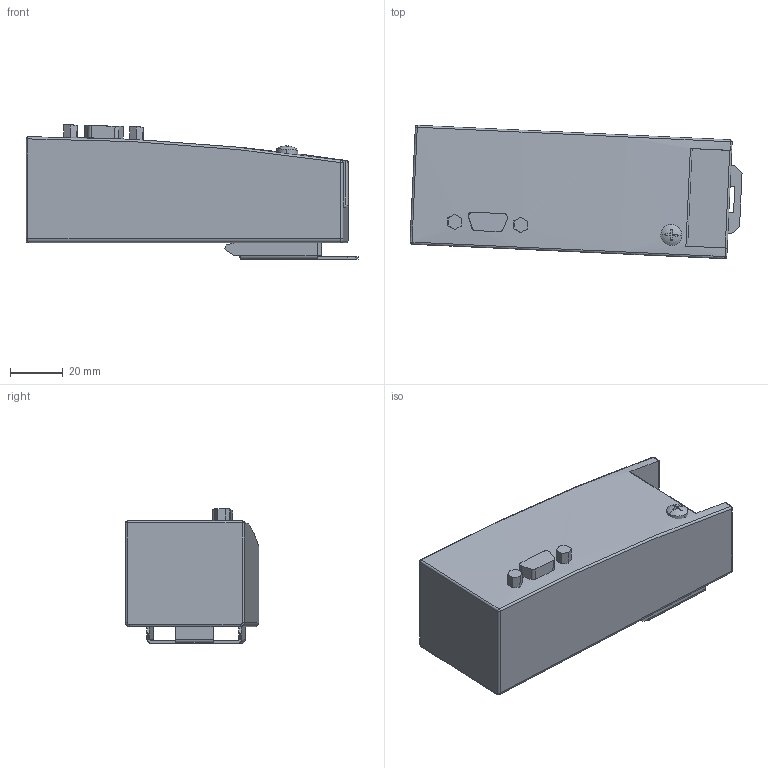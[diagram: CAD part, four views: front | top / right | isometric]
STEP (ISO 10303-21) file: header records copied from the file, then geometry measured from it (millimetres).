
FILE_DESCRIPTION(/* description */ ('Alibre Inc.'),/* implementation_level */ '2;1');
FILE_NAME(/* name */ 'export0',/* time_stamp */ '2010-07-12T09:45:43+02:00',/* author */ (''),/* organization */ (''),/* preprocessor_version */ 'ST-DEVELOPER v10',/* originating_system */ 'Alibre',/* authorisation */ '');
FILE_SCHEMA (('CONFIG_CONTROL_DESIGN'));
Length unit declared in the file: centimetre
Products named in the file (4): ID_1; ID_2
Bounding box: 125.62 x 50.41 x 50.91 mm (x, y, z)
Volume: 192263.7 mm3; surface area: 27928.9 mm2
Topology: 3 solids, 3 shells, 166 faces, 444 edges, 283 vertices
Faces by surface type: plane 118, cylinder 33, torus 6, sphere 6, cone 2, bspline 1
Full cylindrical faces by diameter (mm): 4 x1
Entity records: 5571 total; most frequent: CARTESIAN_POINT 1135, ORIENTED_EDGE 876, DIRECTION 745, EDGE_CURVE 438, VECTOR 316, LINE 316, VERTEX_POINT 282, AXIS2_PLACEMENT_3D 275
